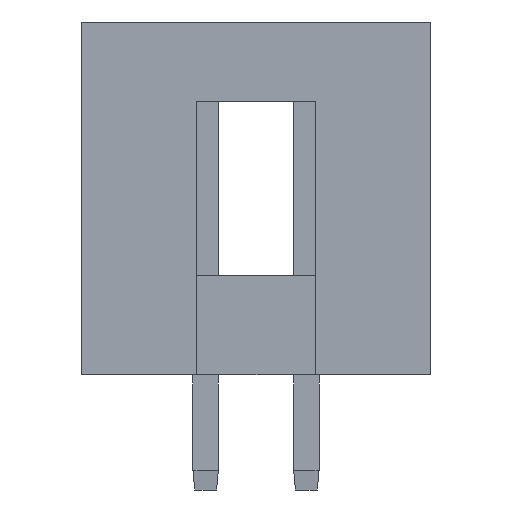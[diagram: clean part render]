
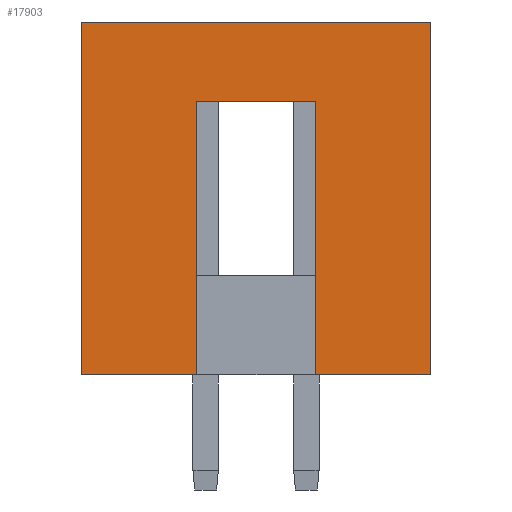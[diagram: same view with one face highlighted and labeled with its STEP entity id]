
A CAD part, left-side view. The second image highlights one B-rep face of the part: STEP entity #17903.
In plain terms, the highlighted planar face has unit normal (-1, 0, 0).
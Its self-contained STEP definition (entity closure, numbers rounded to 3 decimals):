
#110 = LINE ( 'NONE', #16584, #6474 ) ;
#212 = EDGE_CURVE ( 'NONE', #17208, #26963, #110, .T. ) ;
#951 = CARTESIAN_POINT ( 'NONE',  ( -49.67, -1.23, 6.9 ) ) ;
#1825 = DIRECTION ( 'NONE',  ( 0., 0., -1. ) ) ;
#2689 = LINE ( 'NONE', #10657, #8324 ) ;
#3136 = CARTESIAN_POINT ( 'NONE',  ( -49.67, -4.13, 8.9 ) ) ;
#4056 = VERTEX_POINT ( 'NONE', #951 ) ;
#4107 = VERTEX_POINT ( 'NONE', #17816 ) ;
#4241 = VECTOR ( 'NONE', #4599, 1000. ) ;
#4544 = CARTESIAN_POINT ( 'NONE',  ( -49.67, 4.67, 0. ) ) ;
#4599 = DIRECTION ( 'NONE',  ( 0., 0., -1. ) ) ;
#6058 = CARTESIAN_POINT ( 'NONE',  ( -49.67, 1.77, 0. ) ) ;
#6332 = EDGE_CURVE ( 'NONE', #15261, #22206, #14509, .T. ) ;
#6474 = VECTOR ( 'NONE', #24305, 1000. ) ;
#6603 = ORIENTED_EDGE ( 'NONE', *, *, #212, .T. ) ;
#6830 = VECTOR ( 'NONE', #29181, 1000. ) ;
#7605 = DIRECTION ( 'NONE',  ( 0., 0., -1. ) ) ;
#8324 = VECTOR ( 'NONE', #29721, 1000. ) ;
#9257 = FACE_OUTER_BOUND ( 'NONE', #10732, .T. ) ;
#10441 = VECTOR ( 'NONE', #26114, 1000. ) ;
#10657 = CARTESIAN_POINT ( 'NONE',  ( -49.67, 1.77, 6.9 ) ) ;
#10732 = EDGE_LOOP ( 'NONE', ( #21921, #22460, #6603, #14629, #25462, #29507, #25804, #15737 ) ) ;
#11182 = LINE ( 'NONE', #4544, #10441 ) ;
#11346 = EDGE_CURVE ( 'NONE', #4056, #4107, #25202, .T. ) ;
#12336 = CARTESIAN_POINT ( 'NONE',  ( -49.67, -1.23, 6.9 ) ) ;
#13207 = CARTESIAN_POINT ( 'NONE',  ( -49.67, 4.67, 8.9 ) ) ;
#13236 = VECTOR ( 'NONE', #24324, 1000. ) ;
#14384 = LINE ( 'NONE', #21399, #4241 ) ;
#14469 = CARTESIAN_POINT ( 'NONE',  ( -49.67, 4.67, 8.9 ) ) ;
#14509 = LINE ( 'NONE', #13207, #25720 ) ;
#14629 = ORIENTED_EDGE ( 'NONE', *, *, #15968, .F. ) ;
#15198 = EDGE_CURVE ( 'NONE', #15261, #23832, #14384, .T. ) ;
#15261 = VERTEX_POINT ( 'NONE', #14469 ) ;
#15612 = DIRECTION ( 'NONE',  ( 0., -1., 0. ) ) ;
#15737 = ORIENTED_EDGE ( 'NONE', *, *, #19412, .F. ) ;
#15968 = EDGE_CURVE ( 'NONE', #22206, #26963, #25105, .T. ) ;
#16178 = CARTESIAN_POINT ( 'NONE',  ( -49.67, -4.13, 0. ) ) ;
#16192 = DIRECTION ( 'NONE',  ( 1., 0., 0. ) ) ;
#16435 = VERTEX_POINT ( 'NONE', #6058 ) ;
#16584 = CARTESIAN_POINT ( 'NONE',  ( -49.67, 4.67, 0. ) ) ;
#17208 = VERTEX_POINT ( 'NONE', #25999 ) ;
#17816 = CARTESIAN_POINT ( 'NONE',  ( -49.67, 1.77, 6.9 ) ) ;
#17903 = ADVANCED_FACE ( 'NONE', ( #9257 ), #18487, .F. ) ;
#18487 = PLANE ( 'NONE',  #19737 ) ;
#19291 = EDGE_CURVE ( 'NONE', #4056, #17208, #19579, .T. ) ;
#19412 = EDGE_CURVE ( 'NONE', #4107, #16435, #2689, .T. ) ;
#19579 = LINE ( 'NONE', #12336, #13236 ) ;
#19737 = AXIS2_PLACEMENT_3D ( 'NONE', #30437, #16192, #1825 ) ;
#21399 = CARTESIAN_POINT ( 'NONE',  ( -49.67, 4.67, 2.5 ) ) ;
#21921 = ORIENTED_EDGE ( 'NONE', *, *, #11346, .F. ) ;
#22206 = VERTEX_POINT ( 'NONE', #3136 ) ;
#22460 = ORIENTED_EDGE ( 'NONE', *, *, #19291, .T. ) ;
#22581 = EDGE_CURVE ( 'NONE', #23832, #16435, #11182, .T. ) ;
#23832 = VERTEX_POINT ( 'NONE', #28945 ) ;
#24305 = DIRECTION ( 'NONE',  ( 0., -1., 0. ) ) ;
#24324 = DIRECTION ( 'NONE',  ( 0., 0., -1. ) ) ;
#24329 = VECTOR ( 'NONE', #7605, 1000. ) ;
#24350 = CARTESIAN_POINT ( 'NONE',  ( -49.67, -4.13, 2.5 ) ) ;
#25105 = LINE ( 'NONE', #24350, #24329 ) ;
#25202 = LINE ( 'NONE', #29276, #6830 ) ;
#25462 = ORIENTED_EDGE ( 'NONE', *, *, #6332, .F. ) ;
#25720 = VECTOR ( 'NONE', #15612, 1000. ) ;
#25804 = ORIENTED_EDGE ( 'NONE', *, *, #22581, .T. ) ;
#25999 = CARTESIAN_POINT ( 'NONE',  ( -49.67, -1.23, 0. ) ) ;
#26114 = DIRECTION ( 'NONE',  ( 0., -1., 0. ) ) ;
#26963 = VERTEX_POINT ( 'NONE', #16178 ) ;
#28945 = CARTESIAN_POINT ( 'NONE',  ( -49.67, 4.67, 0. ) ) ;
#29181 = DIRECTION ( 'NONE',  ( 0., 1., 0. ) ) ;
#29276 = CARTESIAN_POINT ( 'NONE',  ( -49.67, 1.77, 6.9 ) ) ;
#29507 = ORIENTED_EDGE ( 'NONE', *, *, #15198, .T. ) ;
#29721 = DIRECTION ( 'NONE',  ( 0., 0., -1. ) ) ;
#30437 = CARTESIAN_POINT ( 'NONE',  ( -49.67, 4.67, 2.5 ) ) ;
